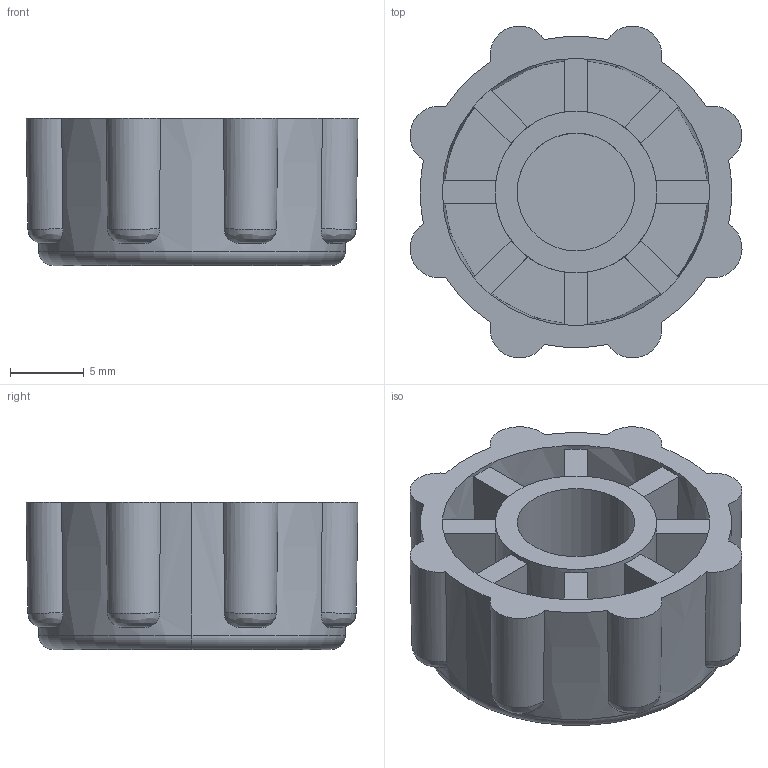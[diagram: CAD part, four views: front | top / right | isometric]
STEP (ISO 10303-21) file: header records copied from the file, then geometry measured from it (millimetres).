
FILE_DESCRIPTION (( 'STEP AP214' ), '1' );
FILE_NAME ('SH-999-001-120_00.STEP', '2024-11-26T22:11:01', ( '' ), ( '' ), 'SwSTEP 2.0', 'SolidWorks 2022', '' );
FILE_SCHEMA (( 'AUTOMOTIVE_DESIGN' ));
Length unit declared in the file: millimetre
Products named in the file (1): SH-999-001-120_00
Bounding box: 22.57 x 22.57 x 10 mm (x, y, z)
Volume: 2478.6 mm3; surface area: 2579.1 mm2
Topology: 1 solids, 1 shells, 70 faces, 196 edges, 130 vertices
Faces by surface type: plane 44, bspline 16, cylinder 4, cone 4, torus 2
Entity records: 3858 total; most frequent: CARTESIAN_POINT 2125, ORIENTED_EDGE 392, DIRECTION 318, EDGE_CURVE 196, AXIS2_PLACEMENT_3D 131, VERTEX_POINT 130, CIRCLE 76, EDGE_LOOP 72
